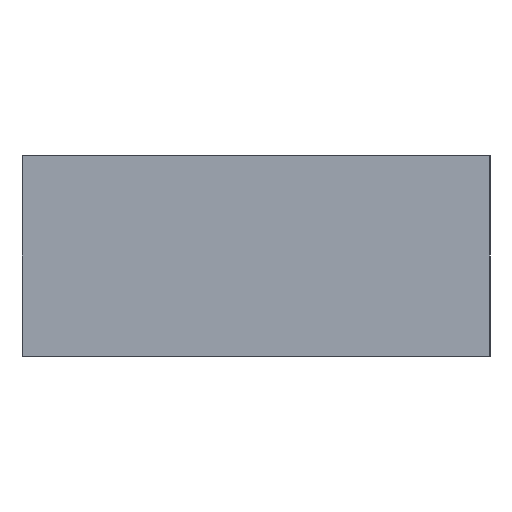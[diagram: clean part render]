
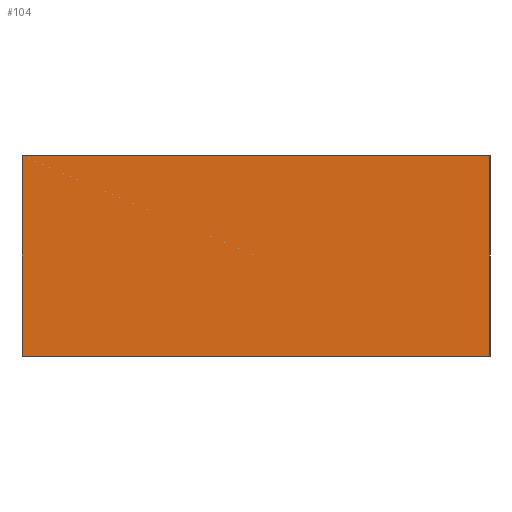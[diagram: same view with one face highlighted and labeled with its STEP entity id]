
A CAD part, left-side view. The second image highlights one B-rep face of the part: STEP entity #104.
In plain terms, the highlighted planar face has unit normal (-1, 0, 0).
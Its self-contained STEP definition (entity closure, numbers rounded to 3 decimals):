
#65=CARTESIAN_POINT('',(-1.675,-0.875,0.0));
#66=DIRECTION('',(-1.0,0.0,0.0));
#67=DIRECTION('',(0.0,0.0,1.0));
#68=AXIS2_PLACEMENT_3D('',#65,#66,#67);
#69=PLANE('',#68);
#70=CARTESIAN_POINT('',(-1.675,-0.875,0.75));
#71=VERTEX_POINT('',#70);
#72=CARTESIAN_POINT('',(-1.675,0.875,0.75));
#73=VERTEX_POINT('',#72);
#74=CARTESIAN_POINT('',(-1.675,0.875,0.75));
#75=DIRECTION('',(0.0,-1.0,0.0));
#76=VECTOR('',#75,1.75);
#77=LINE('',#74,#76);
#78=EDGE_CURVE('',#71,#73,#77,.F.);
#79=ORIENTED_EDGE('',*,*,#78,.T.);
#80=CARTESIAN_POINT('',(-1.675,0.875,0.0));
#81=VERTEX_POINT('',#80);
#82=CARTESIAN_POINT('',(-1.675,0.875,0.0));
#83=DIRECTION('',(0.0,0.0,1.0));
#84=VECTOR('',#83,0.75);
#85=LINE('',#82,#84);
#86=EDGE_CURVE('',#81,#73,#85,.T.);
#87=ORIENTED_EDGE('',*,*,#86,.F.);
#88=CARTESIAN_POINT('',(-1.675,-0.875,0.0));
#89=VERTEX_POINT('',#88);
#90=CARTESIAN_POINT('',(-1.675,0.875,0.0));
#91=DIRECTION('',(0.0,-1.0,0.0));
#92=VECTOR('',#91,1.75);
#93=LINE('',#90,#92);
#94=EDGE_CURVE('',#81,#89,#93,.T.);
#95=ORIENTED_EDGE('',*,*,#94,.T.);
#96=CARTESIAN_POINT('',(-1.675,-0.875,0.0));
#97=DIRECTION('',(0.0,0.0,1.0));
#98=VECTOR('',#97,0.75);
#99=LINE('',#96,#98);
#100=EDGE_CURVE('',#89,#71,#99,.T.);
#101=ORIENTED_EDGE('',*,*,#100,.T.);
#102=EDGE_LOOP('',(#79,#87,#95,#101));
#103=FACE_OUTER_BOUND('',#102,.T.);
#104=ADVANCED_FACE('',(#103),#69,.T.);
